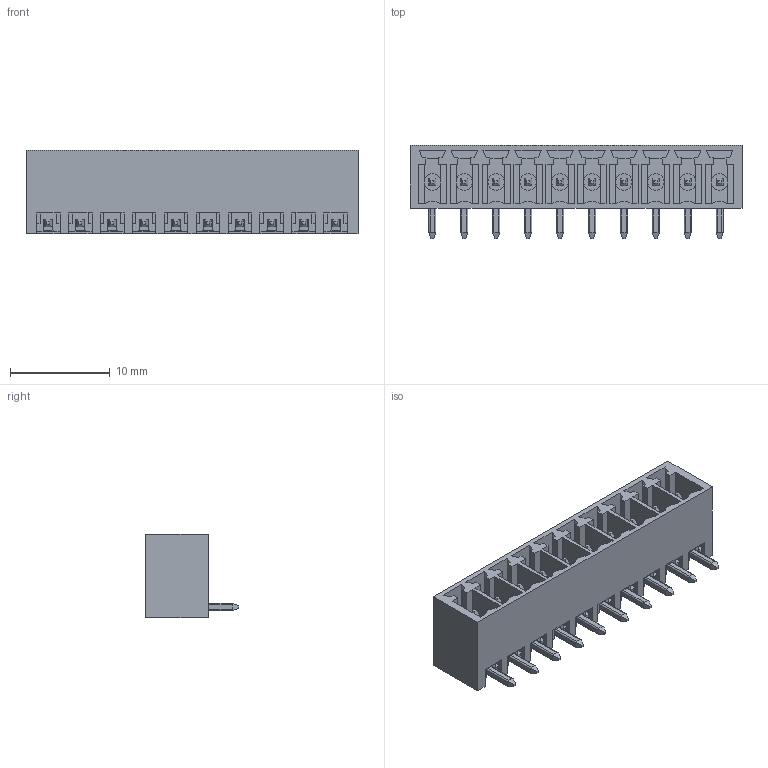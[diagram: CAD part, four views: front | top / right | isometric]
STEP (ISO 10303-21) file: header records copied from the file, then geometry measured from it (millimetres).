
FILE_DESCRIPTION( ('This file contains a STEP AP42 implementation' ,'as created by ZW3D STEP Interface translator.') ,'2;1' );
FILE_NAME( 'PM350-1R10ASM1.stp' ,'231123.154338', (''), ('ZWCAD Software Co.'), 'Version 1.0', 'ZW3D to STEP translator', '' );
FILE_SCHEMA(('AUTOMOTIVE_DESIGN { 1 0 10303 214 1 1 1 1 }'));
Length unit declared in the file: millimetre
Products named in the file (2): 0; PM350-1R10ASM1
Bounding box: 33.29 x 9.33 x 8.41 mm (x, y, z)
Volume: 836.4 mm3; surface area: 3078.6 mm2
Topology: 11 solids, 11 shells, 1722 faces, 4568 edges, 2852 vertices
Faces by surface type: plane 1067, cylinder 326, torus 280, bspline 49
Full cylindrical faces by diameter (mm): 0.514 x1, 1.098 x1
Entity records: 57174 total; most frequent: CARTESIAN_POINT 13924, ORIENTED_EDGE 9136, DIRECTION 7950, EDGE_CURVE 4568, VECTOR 3058, LINE 3058, VERTEX_POINT 2852, AXIS2_PLACEMENT_3D 2446
